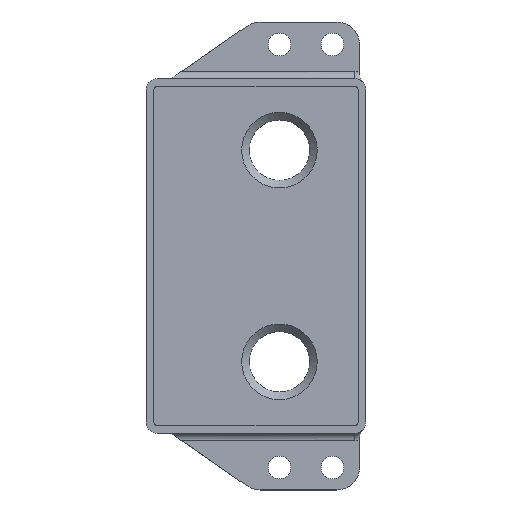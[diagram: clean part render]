
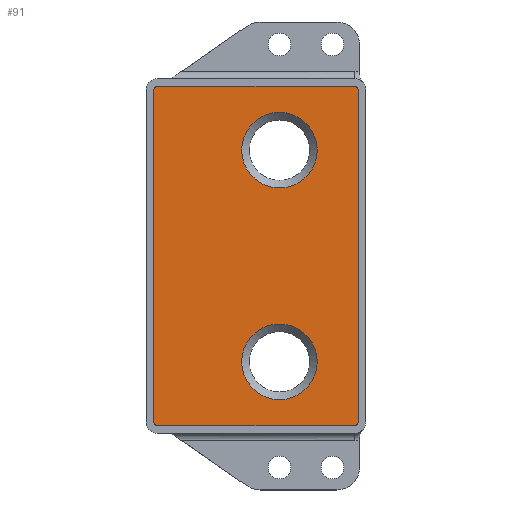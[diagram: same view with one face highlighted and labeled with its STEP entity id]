
A CAD part, top view. The second image highlights one B-rep face of the part: STEP entity #91.
In plain terms, the highlighted planar face has unit normal (0, 0, 1).
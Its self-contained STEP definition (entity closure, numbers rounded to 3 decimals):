
#91=ADVANCED_FACE('',(#402,#404,#406),#408,.T.);
#402=FACE_BOUND('',#403,.T.);
#403=EDGE_LOOP('',(#647,#648,#649,#650,#651,#652,#653,#654));
#404=FACE_BOUND('',#405,.T.);
#405=EDGE_LOOP('',(#655));
#406=FACE_BOUND('',#407,.T.);
#407=EDGE_LOOP('',(#656));
#408=PLANE('',#409);
#409=AXIS2_PLACEMENT_3D('',#410,#411,#412);
#410=CARTESIAN_POINT('',(0.,0.,2.));
#411=DIRECTION('',(0.,0.,1.));
#412=DIRECTION('',(-1.,0.,0.));
#647=ORIENTED_EDGE('',*,*,#780,.T.);
#648=ORIENTED_EDGE('',*,*,#777,.T.);
#649=ORIENTED_EDGE('',*,*,#792,.T.);
#650=ORIENTED_EDGE('',*,*,#790,.T.);
#651=ORIENTED_EDGE('',*,*,#788,.T.);
#652=ORIENTED_EDGE('',*,*,#786,.T.);
#653=ORIENTED_EDGE('',*,*,#784,.T.);
#654=ORIENTED_EDGE('',*,*,#782,.T.);
#655=ORIENTED_EDGE('',*,*,#775,.T.);
#656=ORIENTED_EDGE('',*,*,#776,.T.);
#775=EDGE_CURVE('',#959,#959,#960,.F.);
#776=EDGE_CURVE('',#961,#961,#962,.F.);
#777=EDGE_CURVE('',#963,#964,#965,.T.);
#780=EDGE_CURVE('',#968,#963,#969,.F.);
#782=EDGE_CURVE('',#971,#968,#972,.T.);
#784=EDGE_CURVE('',#974,#971,#975,.F.);
#786=EDGE_CURVE('',#977,#974,#978,.T.);
#788=EDGE_CURVE('',#980,#977,#981,.F.);
#790=EDGE_CURVE('',#983,#980,#984,.T.);
#792=EDGE_CURVE('',#964,#983,#986,.F.);
#959=VERTEX_POINT('',#1399);
#960=CIRCLE('',#1400,5.);
#961=VERTEX_POINT('',#1404);
#962=CIRCLE('',#1405,5.);
#963=VERTEX_POINT('',#1409);
#964=VERTEX_POINT('',#1410);
#965=CIRCLE('',#1411,0.5);
#968=VERTEX_POINT('',#1421);
#969=LINE('',#1422,#1423);
#971=VERTEX_POINT('',#1428);
#972=CIRCLE('',#1429,0.5);
#974=VERTEX_POINT('',#1436);
#975=LINE('',#1437,#1438);
#977=VERTEX_POINT('',#1443);
#978=CIRCLE('',#1444,0.5);
#980=VERTEX_POINT('',#1451);
#981=LINE('',#1452,#1453);
#983=VERTEX_POINT('',#1458);
#984=CIRCLE('',#1459,0.5);
#986=LINE('',#1466,#1467);
#1399=CARTESIAN_POINT('',(-1.892,-14.,2.));
#1400=AXIS2_PLACEMENT_3D('',#1401,#1402,#1403);
#1401=CARTESIAN_POINT('',(3.108,-14.,2.));
#1402=DIRECTION('',(0.,0.,1.));
#1403=DIRECTION('',(-1.,0.,0.));
#1404=CARTESIAN_POINT('',(-1.892,14.,2.));
#1405=AXIS2_PLACEMENT_3D('',#1406,#1407,#1408);
#1406=CARTESIAN_POINT('',(3.108,14.,2.));
#1407=DIRECTION('',(0.,0.,1.));
#1408=DIRECTION('',(-1.,0.,0.));
#1409=CARTESIAN_POINT('',(13.517,21.971,2.));
#1410=CARTESIAN_POINT('',(13.017,22.471,2.));
#1411=AXIS2_PLACEMENT_3D('',#1412,#1413,#1414);
#1412=CARTESIAN_POINT('',(13.017,21.971,2.));
#1413=DIRECTION('',(0.,0.,1.));
#1414=DIRECTION('',(1.,0.,0.));
#1421=CARTESIAN_POINT('',(13.517,-21.971,2.));
#1422=CARTESIAN_POINT('',(13.517,21.971,2.));
#1423=VECTOR('',#1424,1.);
#1424=DIRECTION('',(0.,-1.,0.));
#1428=CARTESIAN_POINT('',(13.017,-22.471,2.));
#1429=AXIS2_PLACEMENT_3D('',#1430,#1431,#1432);
#1430=CARTESIAN_POINT('',(13.017,-21.971,2.));
#1431=DIRECTION('',(0.,0.,1.));
#1432=DIRECTION('',(0.,-1.,0.));
#1436=CARTESIAN_POINT('',(-13.017,-22.471,2.));
#1437=CARTESIAN_POINT('',(13.017,-22.471,2.));
#1438=VECTOR('',#1439,1.);
#1439=DIRECTION('',(-1.,0.,0.));
#1443=CARTESIAN_POINT('',(-13.517,-21.971,2.));
#1444=AXIS2_PLACEMENT_3D('',#1445,#1446,#1447);
#1445=CARTESIAN_POINT('',(-13.017,-21.971,2.));
#1446=DIRECTION('',(0.,0.,1.));
#1447=DIRECTION('',(-1.,0.,0.));
#1451=CARTESIAN_POINT('',(-13.517,21.971,2.));
#1452=CARTESIAN_POINT('',(-13.517,-21.971,2.));
#1453=VECTOR('',#1454,1.);
#1454=DIRECTION('',(0.,1.,0.));
#1458=CARTESIAN_POINT('',(-13.017,22.471,2.));
#1459=AXIS2_PLACEMENT_3D('',#1460,#1461,#1462);
#1460=CARTESIAN_POINT('',(-13.017,21.971,2.));
#1461=DIRECTION('',(0.,0.,1.));
#1462=DIRECTION('',(0.,1.,0.));
#1466=CARTESIAN_POINT('',(-13.017,22.471,2.));
#1467=VECTOR('',#1468,1.);
#1468=DIRECTION('',(1.,0.,0.));
